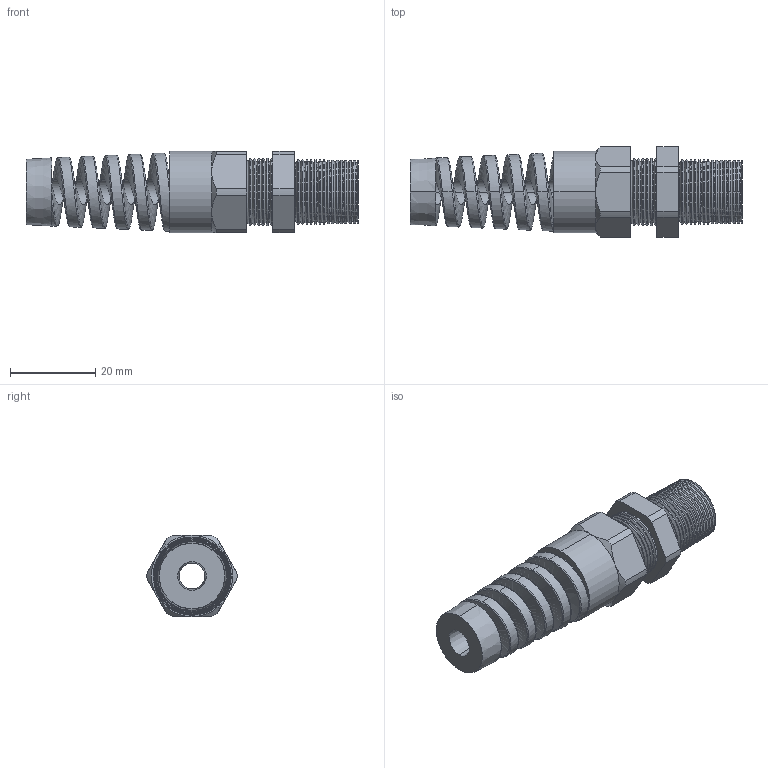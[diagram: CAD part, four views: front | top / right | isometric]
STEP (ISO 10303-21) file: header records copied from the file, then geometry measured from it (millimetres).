
FILE_DESCRIPTION (( 'STEP AP203' ), '1' );
FILE_NAME ('CF16DR-BK.STEP', '2008-05-24T06:29:12', ( 'Baystate01' ), ( 'Baystate' ), 'SwSTEP 2.0', 'SolidWorks 2007', '' );
FILE_SCHEMA (( 'CONFIG_CONTROL_DESIGN' ));
Length unit declared in the file: inch
Products named in the file (1): CF16DR-BK
Bounding box: 77.98 x 21.14 x 19.05 mm (x, y, z)
Volume: 13077.2 mm3; surface area: 8888.6 mm2
Topology: 2 solids, 2 shells, 220 faces, 491 edges, 279 vertices
Faces by surface type: cone 150, cylinder 35, plane 25, torus 6, bspline 4
Entity records: 11626 total; most frequent: CARTESIAN_POINT 6696, DIRECTION 1065, ORIENTED_EDGE 982, EDGE_CURVE 491, AXIS2_PLACEMENT_3D 426, VERTEX_POINT 279, EDGE_LOOP 230, ADVANCED_FACE 220
